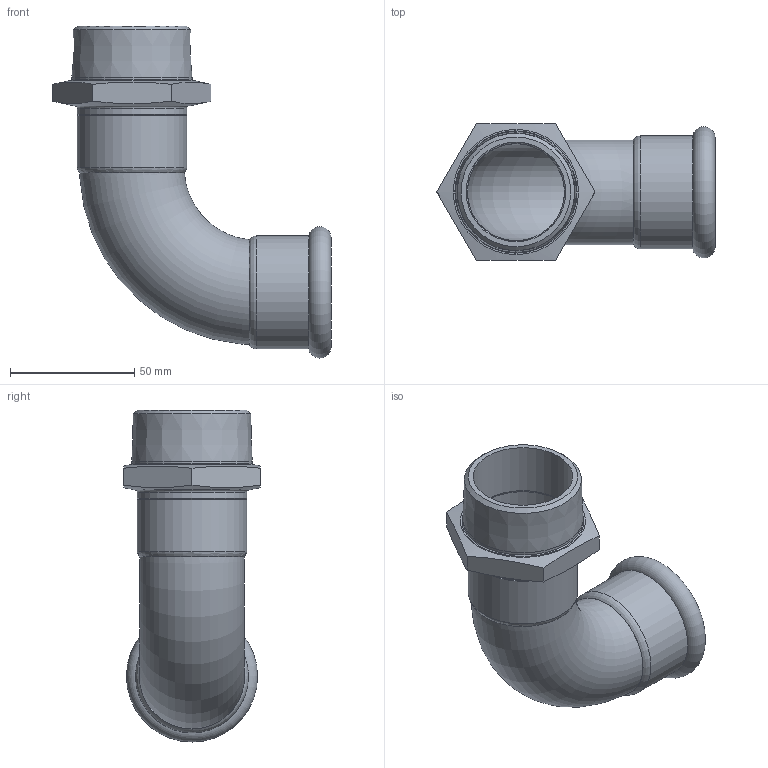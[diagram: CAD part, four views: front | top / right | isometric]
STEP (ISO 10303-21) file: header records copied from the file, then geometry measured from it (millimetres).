
FILE_DESCRIPTION(/* description */ ('Curva 90° Maschio-Femmina 1" 1/2x42 Inox'),/* implementation_level */ '2;1');
FILE_NAME(/* name */ '186112042_Inoxpres.stp',/* time_stamp */ '2022-10-11T15:41:29+02:00',/* author */ ('Vault'),/* organization */ ('Raccorderie metalliche s.p.a. '),/* preprocessor_version */ 'ST-DEVELOPER v18.1',/* originating_system */ 'Autodesk Inventor 2020',/* authorisation */ 'Raccorderie metalliche s.p.a. ');
FILE_SCHEMA (('AUTOMOTIVE_DESIGN { 1 0 10303 214 3 1 1 }'));
Length unit declared in the file: millimetre
Products named in the file (1): 186112042_Inoxpres
Bounding box: 111.75 x 55 x 133.35 mm (x, y, z)
Volume: 53657.3 mm3; surface area: 47380.1 mm2
Topology: 1 solids, 1 shells, 45 faces, 124 edges, 84 vertices
Faces by surface type: cone 12, torus 11, plane 11, cylinder 10, bspline 1
Full cylindrical faces by diameter (mm): 40 x1, 41 x2, 42.4 x1, 42.7 x2, 44 x2, 45.4 x1, 48.3 x1
Entity records: 1697 total; most frequent: CARTESIAN_POINT 482, DIRECTION 268, ORIENTED_EDGE 248, EDGE_CURVE 124, AXIS2_PLACEMENT_3D 121, VERTEX_POINT 84, CIRCLE 76, EDGE_LOOP 50
